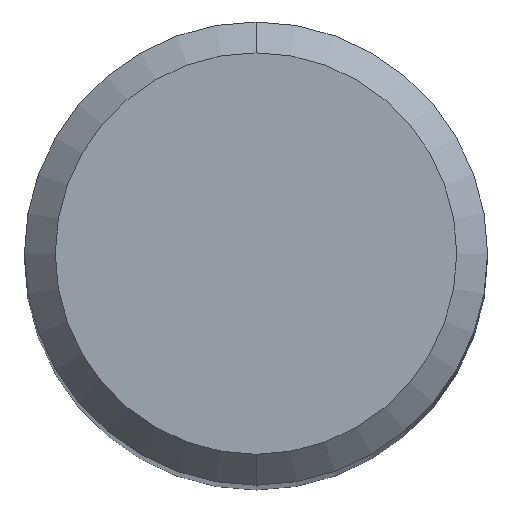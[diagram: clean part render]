
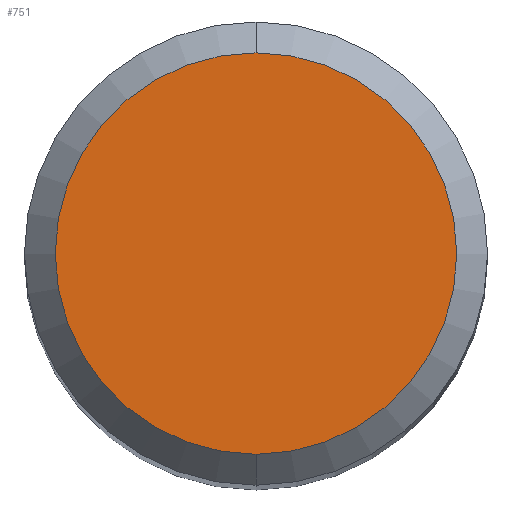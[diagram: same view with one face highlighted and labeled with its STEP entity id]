
A CAD part, top view. The second image highlights one B-rep face of the part: STEP entity #751.
In plain terms, the highlighted planar face has unit normal (0, 0, 1).
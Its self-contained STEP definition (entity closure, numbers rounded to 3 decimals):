
#513=VERTEX_POINT('',#1044);
#635=EDGE_CURVE('',#513,#701,#1176,.T.);
#661=EDGE_CURVE('',#701,#513,#1203,.T.);
#701=VERTEX_POINT('',#1247);
#751=ADVANCED_FACE('',(#1301),#1302,.T.);
#1044=CARTESIAN_POINT('',(0.,-2.6,0.0));
#1176=CIRCLE('',#4978,2.6);
#1203=CIRCLE('',#5124,2.6);
#1247=CARTESIAN_POINT('',(0.0,2.6,0.0));
#1301=FACE_OUTER_BOUND('',#5583,.T.);
#1302=PLANE('',#5584);
#4978=AXIS2_PLACEMENT_3D('',#6028,#6029,#6030);
#5124=AXIS2_PLACEMENT_3D('',#6048,#6049,#6050);
#5583=EDGE_LOOP('',(#6179,#6180));
#5584=AXIS2_PLACEMENT_3D('',#6181,#6182,#6183);
#6028=CARTESIAN_POINT('',(0.0,0.0,0.0));
#6029=DIRECTION('',(0.0,0.0,-1.0));
#6030=DIRECTION('',(0.0,1.0,0.0));
#6048=CARTESIAN_POINT('',(0.0,0.0,0.0));
#6049=DIRECTION('',(0.0,0.0,-1.0));
#6050=DIRECTION('',(0.0,1.0,0.0));
#6179=ORIENTED_EDGE('',*,*,#661,.F.);
#6180=ORIENTED_EDGE('',*,*,#635,.F.);
#6181=CARTESIAN_POINT('',(0.0,1.3,0.0));
#6182=DIRECTION('',(-0.0,0.0,1.0));
#6183=DIRECTION('',(0.0,-1.0,0.0));
